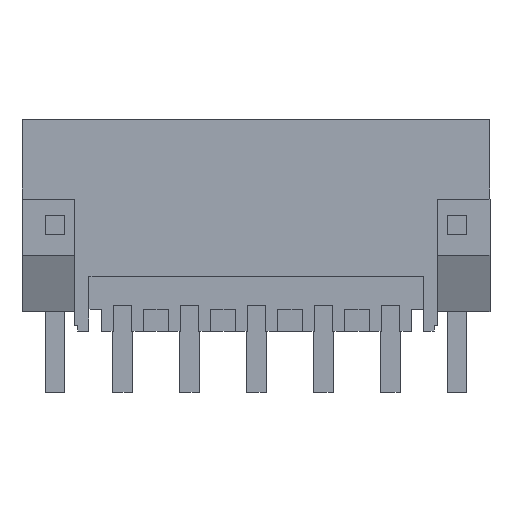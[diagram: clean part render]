
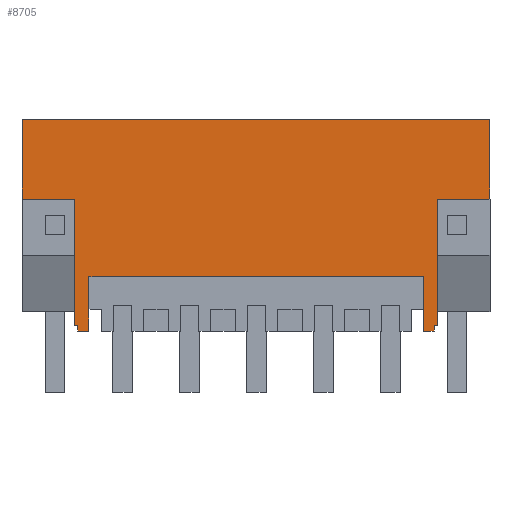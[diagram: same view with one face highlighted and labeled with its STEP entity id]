
A CAD part, front view. The second image highlights one B-rep face of the part: STEP entity #8705.
In plain terms, the highlighted planar face has unit normal (0, -1, 0).
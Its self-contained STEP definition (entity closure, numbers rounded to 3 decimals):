
#8675=AXIS2_PLACEMENT_3D('Plane Axis2P3D',#8672,#8673,#8674) ;
#2332=CARTESIAN_POINT('Line Origine',(3.5,0.,4.625)) ;
#2336=CARTESIAN_POINT('Vertex',(3.5,0.,3.2)) ;
#2338=CARTESIAN_POINT('Vertex',(3.5,0.,6.05)) ;
#2365=CARTESIAN_POINT('Vertex',(2.925,0.,3.2)) ;
#2368=CARTESIAN_POINT('Line Origine',(3.213,0.,3.2)) ;
#2386=CARTESIAN_POINT('Line Origine',(2.925,0.,3.35)) ;
#2390=CARTESIAN_POINT('Vertex',(2.925,0.,3.5)) ;
#2411=CARTESIAN_POINT('Line Origine',(2.825,0.,3.5)) ;
#2415=CARTESIAN_POINT('Vertex',(2.725,0.,3.5)) ;
#2436=CARTESIAN_POINT('Line Origine',(2.725,0.,6.8)) ;
#2440=CARTESIAN_POINT('Vertex',(2.725,0.,10.1)) ;
#2714=CARTESIAN_POINT('Vertex',(0.,0.,10.1)) ;
#2717=CARTESIAN_POINT('Line Origine',(0.,0.,12.175)) ;
#2721=CARTESIAN_POINT('Vertex',(0.,0.,14.25)) ;
#2761=CARTESIAN_POINT('Line Origine',(12.225,0.,14.25)) ;
#2765=CARTESIAN_POINT('Vertex',(24.45,0.,14.25)) ;
#5224=CARTESIAN_POINT('Line Origine',(24.45,0.,12.175)) ;
#5228=CARTESIAN_POINT('Vertex',(24.45,0.,10.1)) ;
#5496=CARTESIAN_POINT('Vertex',(21.725,0.,10.1)) ;
#5499=CARTESIAN_POINT('Line Origine',(21.725,0.,6.8)) ;
#5503=CARTESIAN_POINT('Vertex',(21.725,0.,3.5)) ;
#5527=CARTESIAN_POINT('Line Origine',(21.625,0.,3.5)) ;
#5531=CARTESIAN_POINT('Vertex',(21.525,0.,3.5)) ;
#5552=CARTESIAN_POINT('Line Origine',(21.525,0.,3.35)) ;
#5556=CARTESIAN_POINT('Vertex',(21.525,0.,3.2)) ;
#5572=CARTESIAN_POINT('Line Origine',(21.263,0.,3.2)) ;
#5576=CARTESIAN_POINT('Vertex',(21.,0.,3.2)) ;
#5597=CARTESIAN_POINT('Line Origine',(21.,0.,4.625)) ;
#5601=CARTESIAN_POINT('Vertex',(21.,0.,6.05)) ;
#7664=CARTESIAN_POINT('Line Origine',(12.25,0.,6.05)) ;
#8672=CARTESIAN_POINT('Axis2P3D Location',(3.5,0.,3.2)) ;
#8677=CARTESIAN_POINT('Line Origine',(23.087,0.,10.1)) ;
#8682=CARTESIAN_POINT('Line Origine',(1.362,0.,10.1)) ;
#2333=DIRECTION('Vector Direction',(0.,0.,1.)) ;
#2369=DIRECTION('Vector Direction',(1.,0.,0.)) ;
#2387=DIRECTION('Vector Direction',(0.,0.,-1.)) ;
#2412=DIRECTION('Vector Direction',(1.,0.,0.)) ;
#2437=DIRECTION('Vector Direction',(0.,0.,-1.)) ;
#2718=DIRECTION('Vector Direction',(0.,0.,1.)) ;
#2762=DIRECTION('Vector Direction',(1.,0.,0.)) ;
#5225=DIRECTION('Vector Direction',(0.,0.,1.)) ;
#5500=DIRECTION('Vector Direction',(0.,0.,-1.)) ;
#5528=DIRECTION('Vector Direction',(1.,0.,0.)) ;
#5553=DIRECTION('Vector Direction',(0.,0.,-1.)) ;
#5573=DIRECTION('Vector Direction',(1.,0.,0.)) ;
#5598=DIRECTION('Vector Direction',(0.,0.,1.)) ;
#7665=DIRECTION('Vector Direction',(1.,0.,0.)) ;
#8673=DIRECTION('Axis2P3D Direction',(0.,1.,0.)) ;
#8674=DIRECTION('Axis2P3D XDirection',(0.,0.,1.)) ;
#8678=DIRECTION('Vector Direction',(1.,0.,0.)) ;
#8683=DIRECTION('Vector Direction',(1.,0.,0.)) ;
#2334=VECTOR('Line Direction',#2333,1.) ;
#2370=VECTOR('Line Direction',#2369,1.) ;
#2388=VECTOR('Line Direction',#2387,1.) ;
#2413=VECTOR('Line Direction',#2412,1.) ;
#2438=VECTOR('Line Direction',#2437,1.) ;
#2719=VECTOR('Line Direction',#2718,1.) ;
#2763=VECTOR('Line Direction',#2762,1.) ;
#5226=VECTOR('Line Direction',#5225,1.) ;
#5501=VECTOR('Line Direction',#5500,1.) ;
#5529=VECTOR('Line Direction',#5528,1.) ;
#5554=VECTOR('Line Direction',#5553,1.) ;
#5574=VECTOR('Line Direction',#5573,1.) ;
#5599=VECTOR('Line Direction',#5598,1.) ;
#7666=VECTOR('Line Direction',#7665,1.) ;
#8679=VECTOR('Line Direction',#8678,1.) ;
#8684=VECTOR('Line Direction',#8683,1.) ;
#8688=ORIENTED_EDGE('',*,*,#7668,.F.) ;
#8689=ORIENTED_EDGE('',*,*,#5603,.F.) ;
#8690=ORIENTED_EDGE('',*,*,#5578,.T.) ;
#8691=ORIENTED_EDGE('',*,*,#5558,.T.) ;
#8692=ORIENTED_EDGE('',*,*,#5533,.T.) ;
#8693=ORIENTED_EDGE('',*,*,#5505,.F.) ;
#8694=ORIENTED_EDGE('',*,*,#8681,.F.) ;
#8695=ORIENTED_EDGE('',*,*,#5230,.F.) ;
#8696=ORIENTED_EDGE('',*,*,#2767,.F.) ;
#8697=ORIENTED_EDGE('',*,*,#2723,.T.) ;
#8698=ORIENTED_EDGE('',*,*,#8686,.T.) ;
#8699=ORIENTED_EDGE('',*,*,#2442,.T.) ;
#8700=ORIENTED_EDGE('',*,*,#2417,.F.) ;
#8701=ORIENTED_EDGE('',*,*,#2392,.F.) ;
#8702=ORIENTED_EDGE('',*,*,#2372,.T.) ;
#8703=ORIENTED_EDGE('',*,*,#2340,.T.) ;
#8705=ADVANCED_FACE('HOUSING',(#8704),#8676,.F.) ;
#2340=EDGE_CURVE('',#2337,#2339,#2335,.T.) ;
#2372=EDGE_CURVE('',#2366,#2337,#2371,.T.) ;
#2392=EDGE_CURVE('',#2366,#2391,#2389,.F.) ;
#2417=EDGE_CURVE('',#2391,#2416,#2414,.F.) ;
#2442=EDGE_CURVE('',#2441,#2416,#2439,.T.) ;
#2723=EDGE_CURVE('',#2722,#2715,#2720,.F.) ;
#2767=EDGE_CURVE('',#2722,#2766,#2764,.T.) ;
#5230=EDGE_CURVE('',#2766,#5229,#5227,.F.) ;
#5505=EDGE_CURVE('',#5497,#5504,#5502,.T.) ;
#5533=EDGE_CURVE('',#5532,#5504,#5530,.T.) ;
#5558=EDGE_CURVE('',#5557,#5532,#5555,.F.) ;
#5578=EDGE_CURVE('',#5577,#5557,#5575,.T.) ;
#5603=EDGE_CURVE('',#5577,#5602,#5600,.T.) ;
#7668=EDGE_CURVE('',#5602,#2339,#7667,.F.) ;
#8681=EDGE_CURVE('',#5229,#5497,#8680,.F.) ;
#8686=EDGE_CURVE('',#2715,#2441,#8685,.T.) ;
#8687=EDGE_LOOP('',(#8688,#8689,#8690,#8691,#8692,#8693,#8694,#8695,#8696,#8697,#8698,#8699,#8700,#8701,#8702,#8703)) ;
#8704=FACE_OUTER_BOUND('',#8687,.T.) ;
#2335=LINE('Line',#2332,#2334) ;
#2371=LINE('Line',#2368,#2370) ;
#2389=LINE('Line',#2386,#2388) ;
#2414=LINE('Line',#2411,#2413) ;
#2439=LINE('Line',#2436,#2438) ;
#2720=LINE('Line',#2717,#2719) ;
#2764=LINE('Line',#2761,#2763) ;
#5227=LINE('Line',#5224,#5226) ;
#5502=LINE('Line',#5499,#5501) ;
#5530=LINE('Line',#5527,#5529) ;
#5555=LINE('Line',#5552,#5554) ;
#5575=LINE('Line',#5572,#5574) ;
#5600=LINE('Line',#5597,#5599) ;
#7667=LINE('Line',#7664,#7666) ;
#8680=LINE('Line',#8677,#8679) ;
#8685=LINE('Line',#8682,#8684) ;
#8676=PLANE('',#8675) ;
#2337=VERTEX_POINT('',#2336) ;
#2339=VERTEX_POINT('',#2338) ;
#2366=VERTEX_POINT('',#2365) ;
#2391=VERTEX_POINT('',#2390) ;
#2416=VERTEX_POINT('',#2415) ;
#2441=VERTEX_POINT('',#2440) ;
#2715=VERTEX_POINT('',#2714) ;
#2722=VERTEX_POINT('',#2721) ;
#2766=VERTEX_POINT('',#2765) ;
#5229=VERTEX_POINT('',#5228) ;
#5497=VERTEX_POINT('',#5496) ;
#5504=VERTEX_POINT('',#5503) ;
#5532=VERTEX_POINT('',#5531) ;
#5557=VERTEX_POINT('',#5556) ;
#5577=VERTEX_POINT('',#5576) ;
#5602=VERTEX_POINT('',#5601) ;
